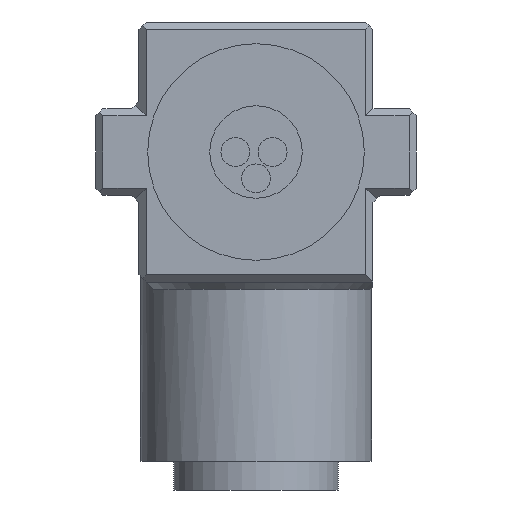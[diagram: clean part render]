
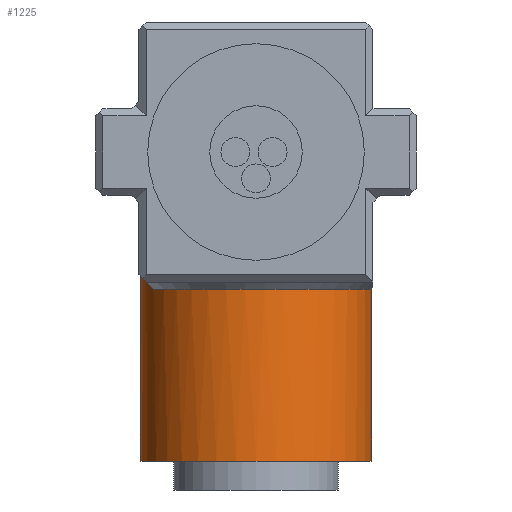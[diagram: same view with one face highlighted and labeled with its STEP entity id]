
A CAD part, front view. The second image highlights one B-rep face of the part: STEP entity #1225.
In plain terms, the highlighted cylindrical face has radius 4 mm (diameter 8 mm), a full revolution.
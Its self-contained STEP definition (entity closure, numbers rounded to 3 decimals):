
#21=ELLIPSE('',#1316,5.657,4.);
#22=CYLINDRICAL_SURFACE('',#1314,4.);
#40=CIRCLE('',#1315,4.);
#41=CIRCLE('',#1317,4.);
#140=ORIENTED_EDGE('',*,*,#474,.T.);
#141=ORIENTED_EDGE('',*,*,#475,.T.);
#142=ORIENTED_EDGE('',*,*,#476,.T.);
#474=EDGE_CURVE('',#640,#640,#40,.T.);
#475=EDGE_CURVE('',#641,#642,#21,.F.);
#476=EDGE_CURVE('',#642,#641,#41,.F.);
#640=VERTEX_POINT('',#1905);
#641=VERTEX_POINT('',#1907);
#642=VERTEX_POINT('',#1908);
#977=EDGE_LOOP('',(#140));
#978=EDGE_LOOP('',(#141,#142));
#1071=FACE_BOUND('',#977,.T.);
#1072=FACE_BOUND('',#978,.T.);
#1225=ADVANCED_FACE('',(#1071,#1072),#22,.T.);
#1314=AXIS2_PLACEMENT_3D('',#1903,#1505,#1506);
#1315=AXIS2_PLACEMENT_3D('',#1904,#1507,#1508);
#1316=AXIS2_PLACEMENT_3D('',#1906,#1509,#1510);
#1317=AXIS2_PLACEMENT_3D('',#1909,#1511,#1512);
#1505=DIRECTION('',(0.,0.,1.));
#1506=DIRECTION('',(1.,0.,0.));
#1507=DIRECTION('',(0.,0.,1.));
#1508=DIRECTION('',(1.,0.,0.));
#1509=DIRECTION('',(0.707,0.,0.707));
#1510=DIRECTION('',(-0.707,0.,0.707));
#1511=DIRECTION('',(0.,0.,1.));
#1512=DIRECTION('',(1.,0.,0.));
#1903=CARTESIAN_POINT('',(0.,5.5,-10.7));
#1904=CARTESIAN_POINT('',(0.,5.5,-10.7));
#1905=CARTESIAN_POINT('',(4.,5.5,-10.7));
#1906=CARTESIAN_POINT('',(0.,5.5,-8.3));
#1907=CARTESIAN_POINT('',(-3.55,3.657,-4.75));
#1908=CARTESIAN_POINT('',(-3.55,7.343,-4.75));
#1909=CARTESIAN_POINT('',(0.,5.5,-4.75));
